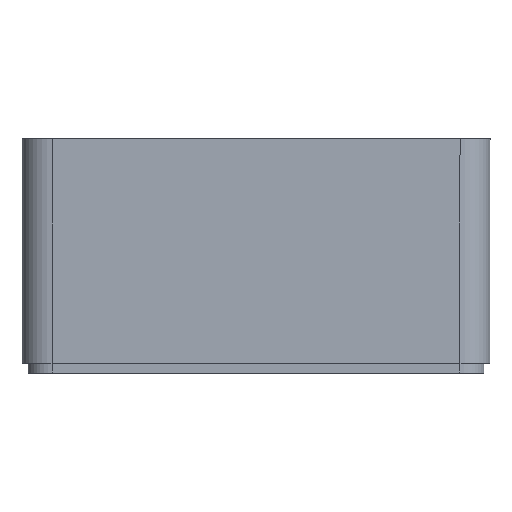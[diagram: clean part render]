
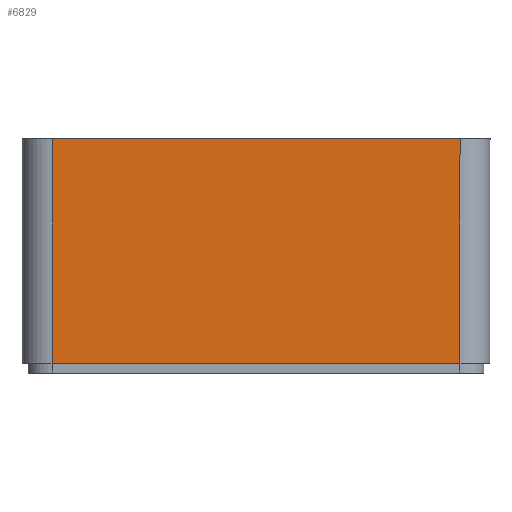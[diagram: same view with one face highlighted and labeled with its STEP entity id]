
A CAD part, front view. The second image highlights one B-rep face of the part: STEP entity #6829.
In plain terms, the highlighted planar face has unit normal (0, -1, 0).
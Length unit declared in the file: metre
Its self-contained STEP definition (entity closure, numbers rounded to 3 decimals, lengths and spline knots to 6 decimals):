
#682=ORIENTED_EDGE('',*,*,#2795,.F.);
#683=ORIENTED_EDGE('',*,*,#2797,.T.);
#684=ORIENTED_EDGE('',*,*,#2798,.T.);
#685=ORIENTED_EDGE('',*,*,#2799,.T.);
#2795=EDGE_CURVE('',#3852,#3853,#4524,.T.);
#2797=EDGE_CURVE('',#3852,#3854,#4525,.T.);
#2798=EDGE_CURVE('',#3854,#3855,#4526,.T.);
#2799=EDGE_CURVE('',#3855,#3853,#4527,.F.);
#3852=VERTEX_POINT('',#10237);
#3853=VERTEX_POINT('',#10239);
#3854=VERTEX_POINT('',#10243);
#3855=VERTEX_POINT('',#10245);
#4524=LINE('',#10238,#5158);
#4525=LINE('',#10242,#5159);
#4526=LINE('',#10244,#5160);
#4527=LINE('',#10246,#5161);
#5158=VECTOR('',#8049,1.);
#5159=VECTOR('',#8054,1.);
#5160=VECTOR('',#8055,1.);
#5161=VECTOR('',#8056,1.);
#5778=EDGE_LOOP('',(#682,#683,#684,#685));
#6214=FACE_BOUND('',#5778,.T.);
#6650=PLANE('',#7249);
#6829=ADVANCED_FACE('',(#6214),#6650,.F.);
#7249=AXIS2_PLACEMENT_3D('',#10241,#8052,#8053);
#8049=DIRECTION('',(-1.,0.,0.));
#8052=DIRECTION('',(0.,1.,0.));
#8053=DIRECTION('',(0.,0.,1.));
#8054=DIRECTION('',(0.,0.,1.));
#8055=DIRECTION('',(-1.,0.,0.));
#8056=DIRECTION('',(0.,0.,1.));
#10237=CARTESIAN_POINT('',(0.047735,-0.0414,-0.03515));
#10238=CARTESIAN_POINT('',(0.013735,-0.0414,-0.03515));
#10239=CARTESIAN_POINT('',(-0.020265,-0.0414,-0.03515));
#10241=CARTESIAN_POINT('',(0.013735,-0.0414,-0.0368));
#10242=CARTESIAN_POINT('',(0.047735,-0.0414,0.0011));
#10243=CARTESIAN_POINT('',(0.047735,-0.0414,0.00225));
#10244=CARTESIAN_POINT('',(0.013735,-0.0414,0.00225));
#10245=CARTESIAN_POINT('',(-0.020265,-0.0414,0.00225));
#10246=CARTESIAN_POINT('',(-0.020265,-0.0414,-0.0368));
